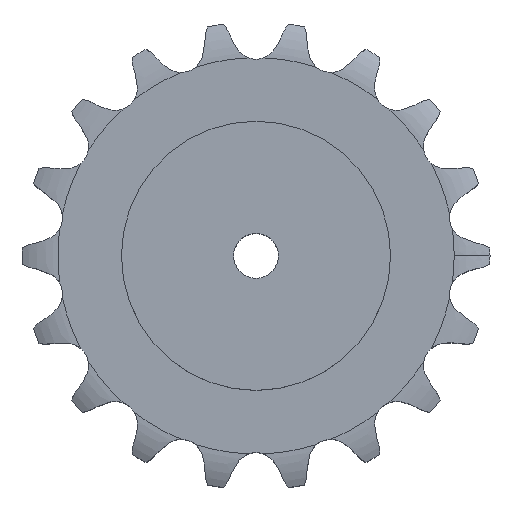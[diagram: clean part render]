
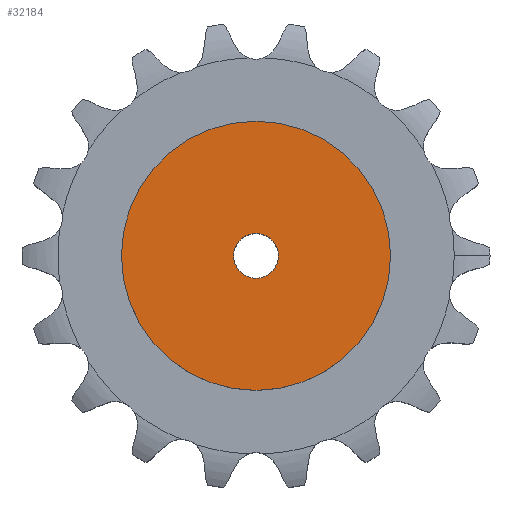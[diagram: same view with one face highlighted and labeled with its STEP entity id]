
A CAD part, top view. The second image highlights one B-rep face of the part: STEP entity #32184.
In plain terms, the highlighted planar face has unit normal (0, 0, 1).
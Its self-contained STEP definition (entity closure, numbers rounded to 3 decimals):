
#17156 = CYLINDRICAL_SURFACE('',#17157,15.);
#17157 = AXIS2_PLACEMENT_3D('',#17158,#17159,#17160);
#17158 = CARTESIAN_POINT('',(0.,0.,500.405));
#17159 = DIRECTION('',(0.,0.,1.));
#17160 = DIRECTION('',(1.,0.,0.));
#21816 = EDGE_CURVE('',#21817,#21817,#21819,.T.);
#21817 = VERTEX_POINT('',#21818);
#21818 = CARTESIAN_POINT('',(15.,0.,120.));
#21819 = SURFACE_CURVE('',#21820,(#21825,#21832),.PCURVE_S1.);
#21820 = CIRCLE('',#21821,15.);
#21821 = AXIS2_PLACEMENT_3D('',#21822,#21823,#21824);
#21822 = CARTESIAN_POINT('',(0.,0.,120.));
#21823 = DIRECTION('',(0.,0.,1.));
#21824 = DIRECTION('',(1.,0.,0.));
#21825 = PCURVE('',#17156,#21826);
#21826 = DEFINITIONAL_REPRESENTATION('',(#21827),#21831);
#21827 = LINE('',#21828,#21829);
#21828 = CARTESIAN_POINT('',(0.,-380.405));
#21829 = VECTOR('',#21830,1.);
#21830 = DIRECTION('',(1.,0.));
#21831 = ( GEOMETRIC_REPRESENTATION_CONTEXT(2) 
PARAMETRIC_REPRESENTATION_CONTEXT() REPRESENTATION_CONTEXT('2D SPACE',''
  ) );
#21832 = PCURVE('',#21833,#21838);
#21833 = PLANE('',#21834);
#21834 = AXIS2_PLACEMENT_3D('',#21835,#21836,#21837);
#21835 = CARTESIAN_POINT('',(0.,0.,120.
    ));
#21836 = DIRECTION('',(0.,0.,1.));
#21837 = DIRECTION('',(1.,0.,0.));
#21838 = DEFINITIONAL_REPRESENTATION('',(#21839),#21843);
#21839 = CIRCLE('',#21840,15.);
#21840 = AXIS2_PLACEMENT_2D('',#21841,#21842);
#21841 = CARTESIAN_POINT('',(0.,0.));
#21842 = DIRECTION('',(1.,0.));
#21843 = ( GEOMETRIC_REPRESENTATION_CONTEXT(2) 
PARAMETRIC_REPRESENTATION_CONTEXT() REPRESENTATION_CONTEXT('2D SPACE',''
  ) );
#32184 = ADVANCED_FACE('',(#32185,#32216),#21833,.T.);
#32185 = FACE_BOUND('',#32186,.T.);
#32186 = EDGE_LOOP('',(#32187));
#32187 = ORIENTED_EDGE('',*,*,#32188,.T.);
#32188 = EDGE_CURVE('',#32189,#32189,#32191,.T.);
#32189 = VERTEX_POINT('',#32190);
#32190 = CARTESIAN_POINT('',(90.,0.,120.));
#32191 = SURFACE_CURVE('',#32192,(#32197,#32204),.PCURVE_S1.);
#32192 = CIRCLE('',#32193,90.);
#32193 = AXIS2_PLACEMENT_3D('',#32194,#32195,#32196);
#32194 = CARTESIAN_POINT('',(0.,0.,120.));
#32195 = DIRECTION('',(0.,0.,1.));
#32196 = DIRECTION('',(1.,0.,0.));
#32197 = PCURVE('',#21833,#32198);
#32198 = DEFINITIONAL_REPRESENTATION('',(#32199),#32203);
#32199 = CIRCLE('',#32200,90.);
#32200 = AXIS2_PLACEMENT_2D('',#32201,#32202);
#32201 = CARTESIAN_POINT('',(0.,0.));
#32202 = DIRECTION('',(1.,0.));
#32203 = ( GEOMETRIC_REPRESENTATION_CONTEXT(2) 
PARAMETRIC_REPRESENTATION_CONTEXT() REPRESENTATION_CONTEXT('2D SPACE',''
  ) );
#32204 = PCURVE('',#32205,#32210);
#32205 = CYLINDRICAL_SURFACE('',#32206,90.);
#32206 = AXIS2_PLACEMENT_3D('',#32207,#32208,#32209);
#32207 = CARTESIAN_POINT('',(0.,0.,0.));
#32208 = DIRECTION('',(-0.,-0.,-1.));
#32209 = DIRECTION('',(1.,0.,0.));
#32210 = DEFINITIONAL_REPRESENTATION('',(#32211),#32215);
#32211 = LINE('',#32212,#32213);
#32212 = CARTESIAN_POINT('',(-0.,-120.));
#32213 = VECTOR('',#32214,1.);
#32214 = DIRECTION('',(-1.,0.));
#32215 = ( GEOMETRIC_REPRESENTATION_CONTEXT(2) 
PARAMETRIC_REPRESENTATION_CONTEXT() REPRESENTATION_CONTEXT('2D SPACE',''
  ) );
#32216 = FACE_BOUND('',#32217,.T.);
#32217 = EDGE_LOOP('',(#32218));
#32218 = ORIENTED_EDGE('',*,*,#21816,.F.);
